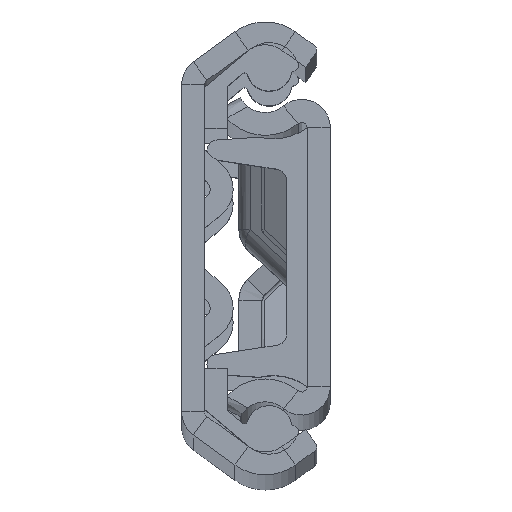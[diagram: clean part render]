
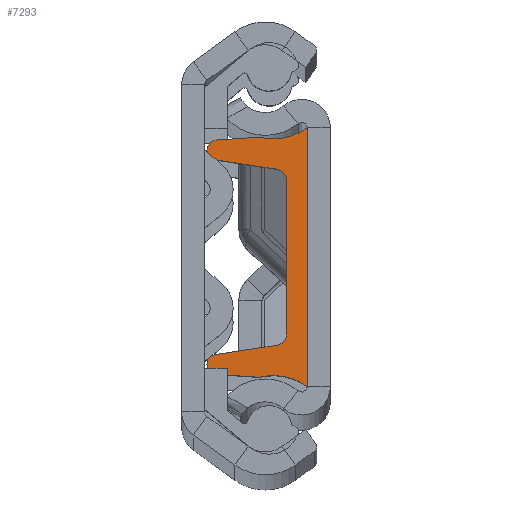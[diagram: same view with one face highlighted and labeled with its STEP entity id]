
A CAD part, top view. The second image highlights one B-rep face of the part: STEP entity #7293.
In plain terms, the highlighted face is planar.
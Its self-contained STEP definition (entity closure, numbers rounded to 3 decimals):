
#25 = CARTESIAN_POINT ( 'NONE',  ( 6., 9.375, 7.925 ) ) ;
#120 = VERTEX_POINT ( 'NONE', #7437 ) ;
#174 = AXIS2_PLACEMENT_3D ( 'NONE', #25, #9273, #7694 ) ;
#322 = EDGE_LOOP ( 'NONE', ( #4170, #6608, #7269, #384, #1985, #9722, #4758, #3490, #531, #7150, #6563, #8537, #7344, #1231 ) ) ;
#374 = VERTEX_POINT ( 'NONE', #2501 ) ;
#384 = ORIENTED_EDGE ( 'NONE', *, *, #6944, .F. ) ;
#475 = DIRECTION ( 'NONE',  ( 0., 0., -1. ) ) ;
#509 = LINE ( 'NONE', #4444, #7165 ) ;
#531 = ORIENTED_EDGE ( 'NONE', *, *, #5118, .T. ) ;
#584 = CARTESIAN_POINT ( 'NONE',  ( 6., 10.5, 4.216 ) ) ;
#601 = EDGE_CURVE ( 'NONE', #7085, #1007, #3848, .T. ) ;
#624 = VERTEX_POINT ( 'NONE', #3047 ) ;
#635 = CIRCLE ( 'NONE', #7639, 0.875 ) ;
#782 = CARTESIAN_POINT ( 'NONE',  ( 6., -6.708, 1.8 ) ) ;
#887 = EDGE_CURVE ( 'NONE', #8808, #7017, #2138, .T. ) ;
#1007 = VERTEX_POINT ( 'NONE', #6712 ) ;
#1022 = DIRECTION ( 'NONE',  ( 0., 0., -1. ) ) ;
#1100 = EDGE_CURVE ( 'NONE', #7663, #3181, #2935, .T. ) ;
#1151 = DIRECTION ( 'NONE',  ( 0., 0.067, 0.998 ) ) ;
#1181 = DIRECTION ( 'NONE',  ( 1., 0., 0. ) ) ;
#1231 = ORIENTED_EDGE ( 'NONE', *, *, #3747, .F. ) ;
#1271 = DIRECTION ( 'NONE',  ( 1., 0., 0. ) ) ;
#1291 = CIRCLE ( 'NONE', #174, 0.875 ) ;
#1341 = EDGE_CURVE ( 'NONE', #4371, #1989, #7106, .T. ) ;
#1462 = CARTESIAN_POINT ( 'NONE',  ( 6., 6.708, 2.8 ) ) ;
#1666 = AXIS2_PLACEMENT_3D ( 'NONE', #6255, #5510, #1022 ) ;
#1686 = FACE_OUTER_BOUND ( 'NONE', #322, .T. ) ;
#1803 = DIRECTION ( 'NONE',  ( 1., 0., 0. ) ) ;
#1929 = DIRECTION ( 'NONE',  ( 0., 0., -1. ) ) ;
#1937 = VECTOR ( 'NONE', #5092, 1000. ) ;
#1982 = AXIS2_PLACEMENT_3D ( 'NONE', #7163, #5718, #1929 ) ;
#1985 = ORIENTED_EDGE ( 'NONE', *, *, #887, .F. ) ;
#1989 = VERTEX_POINT ( 'NONE', #6721 ) ;
#2138 = CIRCLE ( 'NONE', #1982, 5. ) ;
#2194 = VECTOR ( 'NONE', #9157, 1000. ) ;
#2384 = CARTESIAN_POINT ( 'NONE',  ( 6., -9.375, 7.925 ) ) ;
#2501 = CARTESIAN_POINT ( 'NONE',  ( 6., 11.35, 0. ) ) ;
#2587 = DIRECTION ( 'NONE',  ( 1., 0., 0. ) ) ;
#2703 = LINE ( 'NONE', #3495, #1937 ) ;
#2744 = CARTESIAN_POINT ( 'NONE',  ( 6., -10.5, 4.216 ) ) ;
#2856 = EDGE_CURVE ( 'NONE', #6937, #624, #3111, .T. ) ;
#2935 = CIRCLE ( 'NONE', #1666, 0.875 ) ;
#3047 = CARTESIAN_POINT ( 'NONE',  ( 6., -7.697, 2.651 ) ) ;
#3111 = LINE ( 'NONE', #6138, #2194 ) ;
#3181 = VERTEX_POINT ( 'NONE', #5488 ) ;
#3490 = ORIENTED_EDGE ( 'NONE', *, *, #601, .T. ) ;
#3495 = CARTESIAN_POINT ( 'NONE',  ( 6., 7.136, -1.074 ) ) ;
#3747 = EDGE_CURVE ( 'NONE', #624, #7572, #5081, .T. ) ;
#3848 = LINE ( 'NONE', #9044, #8306 ) ;
#4040 = CARTESIAN_POINT ( 'NONE',  ( 6., 6.708, 1.8 ) ) ;
#4170 = ORIENTED_EDGE ( 'NONE', *, *, #2856, .F. ) ;
#4346 = DIRECTION ( 'NONE',  ( 0., -1., 0. ) ) ;
#4371 = VERTEX_POINT ( 'NONE', #4040 ) ;
#4396 = DIRECTION ( 'NONE',  ( 0., 0., -1. ) ) ;
#4424 = DIRECTION ( 'NONE',  ( 0., 0., -1. ) ) ;
#4440 = VECTOR ( 'NONE', #1151, 1000. ) ;
#4444 = CARTESIAN_POINT ( 'NONE',  ( 6., 0., 1.8 ) ) ;
#4739 = EDGE_CURVE ( 'NONE', #6937, #120, #635, .T. ) ;
#4758 = ORIENTED_EDGE ( 'NONE', *, *, #7007, .F. ) ;
#4895 = CARTESIAN_POINT ( 'NONE',  ( 6., -8.51, 8.055 ) ) ;
#4902 = CARTESIAN_POINT ( 'NONE',  ( 6., 9.375, 8.8 ) ) ;
#4940 = EDGE_CURVE ( 'NONE', #120, #6262, #8250, .T. ) ;
#5081 = CIRCLE ( 'NONE', #9822, 1. ) ;
#5092 = DIRECTION ( 'NONE',  ( 0., -0.149, -0.989 ) ) ;
#5111 = CARTESIAN_POINT ( 'NONE',  ( 6., -6.708, 2.8 ) ) ;
#5118 = EDGE_CURVE ( 'NONE', #1007, #7663, #1291, .T. ) ;
#5220 = CARTESIAN_POINT ( 'NONE',  ( 6., -10.248, 7.983 ) ) ;
#5488 = CARTESIAN_POINT ( 'NONE',  ( 6., 8.51, 8.055 ) ) ;
#5510 = DIRECTION ( 'NONE',  ( 1., 0., 0. ) ) ;
#5718 = DIRECTION ( 'NONE',  ( 1., 0., 0. ) ) ;
#5783 = LINE ( 'NONE', #6676, #6997 ) ;
#5788 = EDGE_CURVE ( 'NONE', #3181, #1989, #2703, .T. ) ;
#5826 = DIRECTION ( 'NONE',  ( 0., -1., 0. ) ) ;
#6068 = CARTESIAN_POINT ( 'NONE',  ( 6., -11.35, 0. ) ) ;
#6138 = CARTESIAN_POINT ( 'NONE',  ( 6., -7.136, -1.074 ) ) ;
#6255 = CARTESIAN_POINT ( 'NONE',  ( 6., 9.375, 7.925 ) ) ;
#6262 = VERTEX_POINT ( 'NONE', #5220 ) ;
#6277 = DIRECTION ( 'NONE',  ( 0., 0., -1. ) ) ;
#6289 = LINE ( 'NONE', #8501, #4440 ) ;
#6563 = ORIENTED_EDGE ( 'NONE', *, *, #5788, .T. ) ;
#6608 = ORIENTED_EDGE ( 'NONE', *, *, #4739, .T. ) ;
#6644 = DIRECTION ( 'NONE',  ( 1., 0., 0. ) ) ;
#6676 = CARTESIAN_POINT ( 'NONE',  ( 6., 0., 0. ) ) ;
#6712 = CARTESIAN_POINT ( 'NONE',  ( 6., 10.248, 7.983 ) ) ;
#6721 = CARTESIAN_POINT ( 'NONE',  ( 6., 7.697, 2.651 ) ) ;
#6937 = VERTEX_POINT ( 'NONE', #4895 ) ;
#6944 = EDGE_CURVE ( 'NONE', #7017, #6262, #6289, .T. ) ;
#6997 = VECTOR ( 'NONE', #5826, 1000. ) ;
#7001 = AXIS2_PLACEMENT_3D ( 'NONE', #9335, #2587, #6277 ) ;
#7007 = EDGE_CURVE ( 'NONE', #7085, #374, #9030, .T. ) ;
#7017 = VERTEX_POINT ( 'NONE', #2744 ) ;
#7061 = EDGE_CURVE ( 'NONE', #374, #8808, #5783, .T. ) ;
#7085 = VERTEX_POINT ( 'NONE', #584 ) ;
#7106 = CIRCLE ( 'NONE', #8976, 1. ) ;
#7150 = ORIENTED_EDGE ( 'NONE', *, *, #1100, .T. ) ;
#7163 = CARTESIAN_POINT ( 'NONE',  ( 6., -15.35, 3. ) ) ;
#7165 = VECTOR ( 'NONE', #4346, 1000. ) ;
#7269 = ORIENTED_EDGE ( 'NONE', *, *, #4940, .T. ) ;
#7293 = ADVANCED_FACE ( 'NONE', ( #1686 ), #8642, .T. ) ;
#7344 = ORIENTED_EDGE ( 'NONE', *, *, #7892, .T. ) ;
#7437 = CARTESIAN_POINT ( 'NONE',  ( 6., -9.375, 8.8 ) ) ;
#7572 = VERTEX_POINT ( 'NONE', #782 ) ;
#7639 = AXIS2_PLACEMENT_3D ( 'NONE', #2384, #8334, #8483 ) ;
#7663 = VERTEX_POINT ( 'NONE', #4902 ) ;
#7694 = DIRECTION ( 'NONE',  ( 0., 0., -1. ) ) ;
#7892 = EDGE_CURVE ( 'NONE', #4371, #7572, #509, .T. ) ;
#8250 = CIRCLE ( 'NONE', #8415, 0.875 ) ;
#8306 = VECTOR ( 'NONE', #8586, 1000. ) ;
#8334 = DIRECTION ( 'NONE',  ( 1., 0., 0. ) ) ;
#8415 = AXIS2_PLACEMENT_3D ( 'NONE', #8771, #1181, #475 ) ;
#8483 = DIRECTION ( 'NONE',  ( 0., 0., -1. ) ) ;
#8501 = CARTESIAN_POINT ( 'NONE',  ( 6., -10.734, 0.718 ) ) ;
#8537 = ORIENTED_EDGE ( 'NONE', *, *, #1341, .F. ) ;
#8586 = DIRECTION ( 'NONE',  ( 0., -0.067, 0.998 ) ) ;
#8606 = CARTESIAN_POINT ( 'NONE',  ( 6., 15.35, 3. ) ) ;
#8642 = PLANE ( 'NONE',  #7001 ) ;
#8771 = CARTESIAN_POINT ( 'NONE',  ( 6., -9.375, 7.925 ) ) ;
#8808 = VERTEX_POINT ( 'NONE', #6068 ) ;
#8976 = AXIS2_PLACEMENT_3D ( 'NONE', #1462, #6644, #4396 ) ;
#9030 = CIRCLE ( 'NONE', #9503, 5. ) ;
#9044 = CARTESIAN_POINT ( 'NONE',  ( 6., 10.734, 0.718 ) ) ;
#9157 = DIRECTION ( 'NONE',  ( 0., 0.149, -0.989 ) ) ;
#9273 = DIRECTION ( 'NONE',  ( 1., 0., 0. ) ) ;
#9335 = CARTESIAN_POINT ( 'NONE',  ( 6., 0., 0. ) ) ;
#9503 = AXIS2_PLACEMENT_3D ( 'NONE', #8606, #1803, #4424 ) ;
#9563 = DIRECTION ( 'NONE',  ( 0., 0., -1. ) ) ;
#9722 = ORIENTED_EDGE ( 'NONE', *, *, #7061, .F. ) ;
#9822 = AXIS2_PLACEMENT_3D ( 'NONE', #5111, #1271, #9563 ) ;
